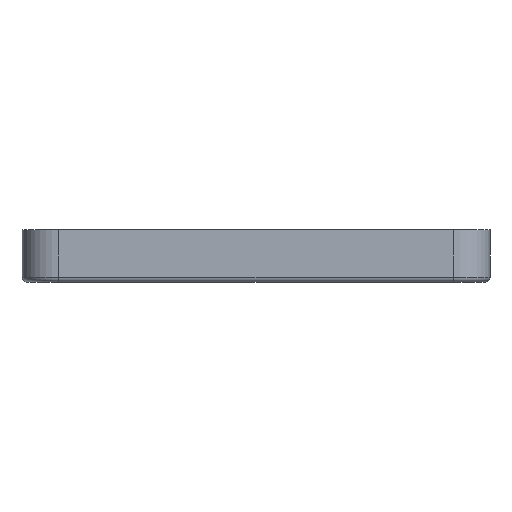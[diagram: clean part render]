
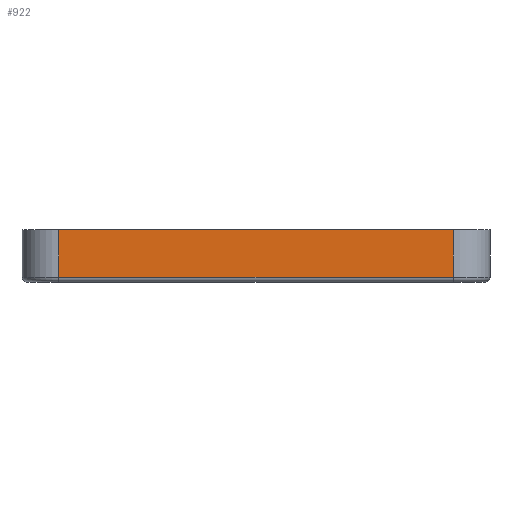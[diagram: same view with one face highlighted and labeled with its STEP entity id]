
A CAD part, front view. The second image highlights one B-rep face of the part: STEP entity #922.
In plain terms, the highlighted planar face has unit normal (0, -1, 0).
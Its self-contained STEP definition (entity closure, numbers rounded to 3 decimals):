
#865=CARTESIAN_POINT('',(4.,-63.487,-5.45));
#866=VERTEX_POINT('',#865);
#874=CARTESIAN_POINT('',(4.,-63.487,1.6));
#875=VERTEX_POINT('',#874);
#876=CARTESIAN_POINT('',(4.,-63.487,1.6));
#877=DIRECTION('',(0.,0.,-1.));
#878=VECTOR('',#877,7.05);
#879=LINE('',#876,#878);
#880=EDGE_CURVE('',#875,#866,#879,.T.);
#892=CARTESIAN_POINT('',(33.5,-63.487,5.6));
#893=DIRECTION('',(0.,1.,0.));
#894=DIRECTION('',(0.,0.,1.));
#895=AXIS2_PLACEMENT_3D('',#892,#893,#894);
#896=PLANE('',#895);
#897=ORIENTED_EDGE('',*,*,#880,.T.);
#898=CARTESIAN_POINT('',(63.,-63.487,-5.45));
#899=VERTEX_POINT('',#898);
#900=CARTESIAN_POINT('',(4.,-63.487,-5.45));
#901=DIRECTION('',(1.,0.,-0.));
#902=VECTOR('',#901,59.);
#903=LINE('',#900,#902);
#904=EDGE_CURVE('',#866,#899,#903,.T.);
#905=ORIENTED_EDGE('',*,*,#904,.T.);
#906=CARTESIAN_POINT('',(63.,-63.487,1.6));
#907=VERTEX_POINT('',#906);
#908=CARTESIAN_POINT('',(63.,-63.487,1.6));
#909=DIRECTION('',(0.,0.,-1.));
#910=VECTOR('',#909,7.05);
#911=LINE('',#908,#910);
#912=EDGE_CURVE('',#907,#899,#911,.T.);
#913=ORIENTED_EDGE('',*,*,#912,.F.);
#914=CARTESIAN_POINT('',(4.,-63.487,1.6));
#915=DIRECTION('',(1.,0.,-0.));
#916=VECTOR('',#915,59.);
#917=LINE('',#914,#916);
#918=EDGE_CURVE('',#875,#907,#917,.T.);
#919=ORIENTED_EDGE('',*,*,#918,.F.);
#920=EDGE_LOOP('',(#897,#905,#913,#919));
#921=FACE_BOUND('',#920,.T.);
#922=ADVANCED_FACE('',(#921),#896,.F.);
